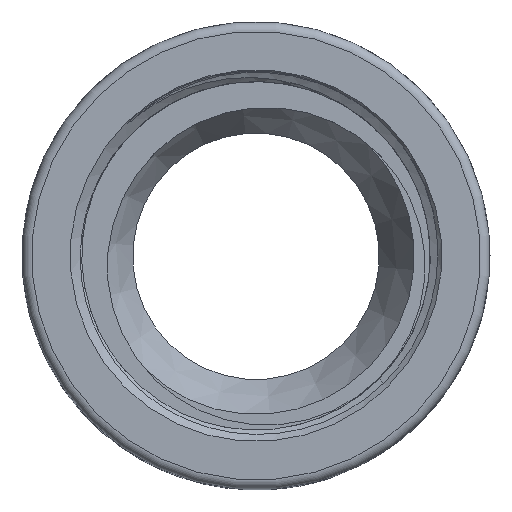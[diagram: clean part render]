
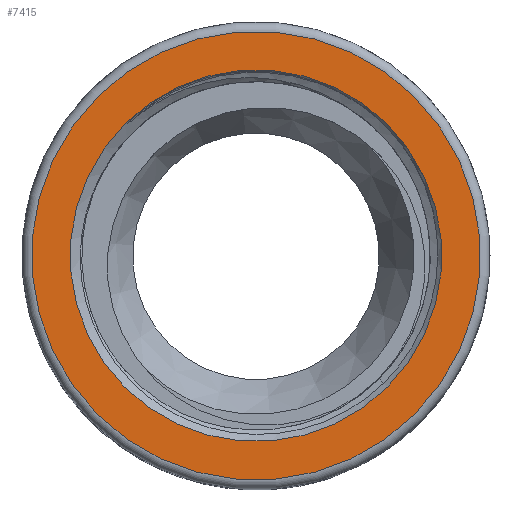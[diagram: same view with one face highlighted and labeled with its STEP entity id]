
A CAD part, top view. The second image highlights one B-rep face of the part: STEP entity #7415.
In plain terms, the highlighted planar face has unit normal (0, 0, 1).
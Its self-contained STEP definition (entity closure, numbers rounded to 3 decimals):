
#6790 = VERTEX_POINT('',#6791);
#6791 = CARTESIAN_POINT('',(6.824,-6.824,8.85));
#6797 = EDGE_CURVE('',#6790,#6790,#6798,.T.);
#6798 = CIRCLE('',#6799,9.65);
#6799 = AXIS2_PLACEMENT_3D('',#6800,#6801,#6802);
#6800 = CARTESIAN_POINT('',(0.,0.,8.85));
#6801 = DIRECTION('',(0.,0.,1.));
#6802 = DIRECTION('',(0.707,-0.707,0.));
#7415 = ADVANCED_FACE('',(#7416,#7419),#7430,.T.);
#7416 = FACE_BOUND('',#7417,.F.);
#7417 = EDGE_LOOP('',(#7418));
#7418 = ORIENTED_EDGE('',*,*,#6797,.T.);
#7419 = FACE_BOUND('',#7420,.F.);
#7420 = EDGE_LOOP('',(#7421));
#7421 = ORIENTED_EDGE('',*,*,#7422,.F.);
#7422 = EDGE_CURVE('',#7423,#7423,#7425,.T.);
#7423 = VERTEX_POINT('',#7424);
#7424 = CARTESIAN_POINT('',(8.238,-8.238,8.85));
#7425 = CIRCLE('',#7426,11.65);
#7426 = AXIS2_PLACEMENT_3D('',#7427,#7428,#7429);
#7427 = CARTESIAN_POINT('',(0.,0.,8.85));
#7428 = DIRECTION('',(0.,0.,1.));
#7429 = DIRECTION('',(0.707,-0.707,0.));
#7430 = PLANE('',#7431);
#7431 = AXIS2_PLACEMENT_3D('',#7432,#7433,#7434);
#7432 = CARTESIAN_POINT('',(0.,0.,8.85));
#7433 = DIRECTION('',(0.,0.,1.));
#7434 = DIRECTION('',(0.707,-0.707,0.));
